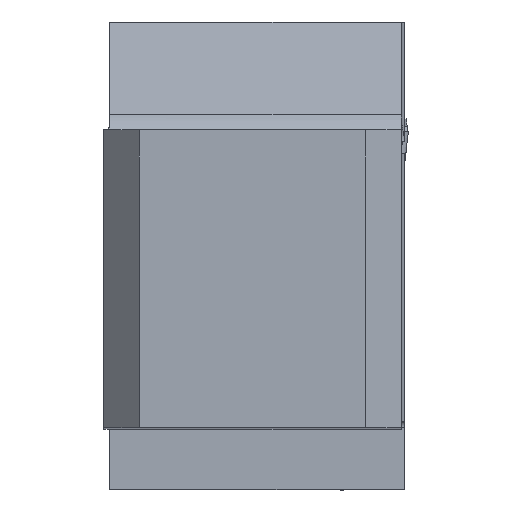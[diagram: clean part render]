
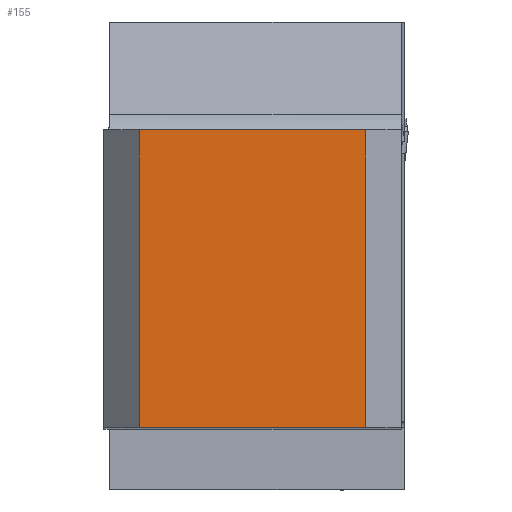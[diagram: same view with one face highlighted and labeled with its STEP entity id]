
A CAD part, top view. The second image highlights one B-rep face of the part: STEP entity #155.
In plain terms, the highlighted planar face has unit normal (0, 0, 1).
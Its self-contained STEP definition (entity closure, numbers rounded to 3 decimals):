
#155=ADVANCED_FACE('CU_BACK_SU1',(#290),#227,.F.);
#227=PLANE('',#1669);
#290=FACE_OUTER_BOUND('',#366,.T.);
#366=EDGE_LOOP('',(#572,#573,#574,#575));
#572=ORIENTED_EDGE('',*,*,#1115,.F.);
#573=ORIENTED_EDGE('',*,*,#1084,.F.);
#574=ORIENTED_EDGE('',*,*,#1116,.T.);
#575=ORIENTED_EDGE('',*,*,#1111,.T.);
#933=VERTEX_POINT('',#2277);
#934=VERTEX_POINT('',#2279);
#947=VERTEX_POINT('',#2346);
#948=VERTEX_POINT('',#2348);
#1084=EDGE_CURVE('',#933,#934,#1291,.T.);
#1111=EDGE_CURVE('',#948,#947,#1309,.T.);
#1115=EDGE_CURVE('',#934,#947,#1312,.T.);
#1116=EDGE_CURVE('',#933,#948,#1313,.T.);
#1291=LINE('',#2278,#1463);
#1309=LINE('',#2347,#1481);
#1312=LINE('',#2354,#1484);
#1313=LINE('',#2355,#1485);
#1463=VECTOR('',#1841,1.);
#1481=VECTOR('',#1891,1.);
#1484=VECTOR('',#1898,1.);
#1485=VECTOR('',#1899,1.);
#1669=AXIS2_PLACEMENT_3D('',#2356,#1900,#1901);
#1841=DIRECTION('',(1.,0.,0.));
#1891=DIRECTION('',(1.,0.,0.));
#1898=DIRECTION('',(0.,-1.,0.));
#1899=DIRECTION('',(0.,-1.,0.));
#1900=DIRECTION('',(0.,0.,-1.));
#1901=DIRECTION('',(1.,0.,0.));
#2277=CARTESIAN_POINT('',(3.,24.925,0.));
#2278=CARTESIAN_POINT('',(110.,24.925,0.));
#2279=CARTESIAN_POINT('',(21.925,24.925,0.));
#2346=CARTESIAN_POINT('',(21.925,0.,0.));
#2347=CARTESIAN_POINT('',(110.,0.,0.));
#2348=CARTESIAN_POINT('',(3.,0.,0.));
#2354=CARTESIAN_POINT('',(21.925,0.,0.));
#2355=CARTESIAN_POINT('',(3.,0.,0.));
#2356=CARTESIAN_POINT('',(-23.246,44.925,0.));
